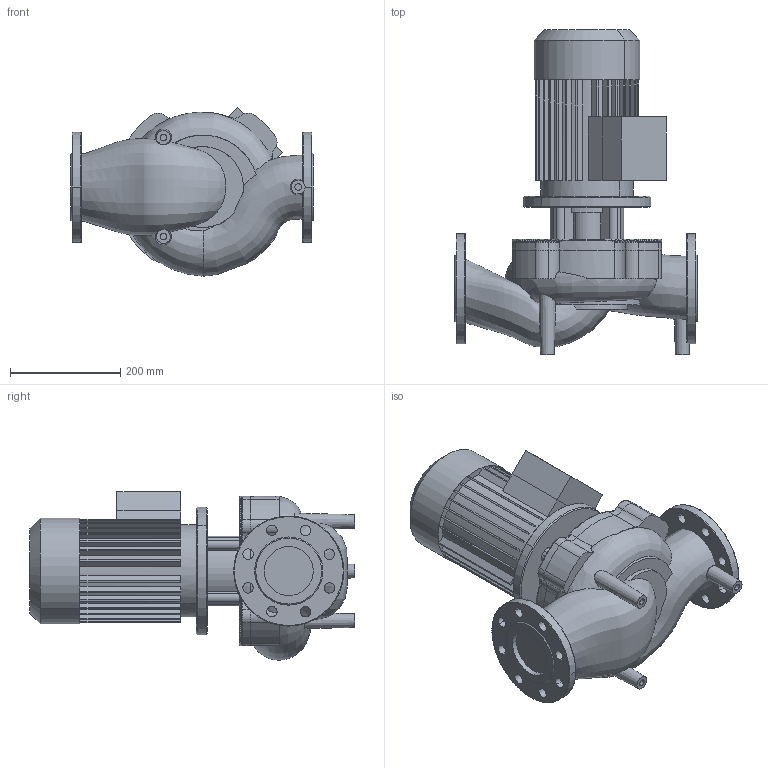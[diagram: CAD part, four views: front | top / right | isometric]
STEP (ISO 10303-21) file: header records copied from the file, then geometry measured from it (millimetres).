
FILE_DESCRIPTION((''),'2;1');
FILE_NAME('3d_IL80_150-1_1_4-2120772.stp','2016-05-24T11:58:56',(''),(''),'Mechanical Desktop 2009','Mechanical Desktop 2009',', , ');
FILE_SCHEMA(('CONFIG_CONTROL_DESIGN'));
Length unit declared in the file: millimetre
Products named in the file (1): Product
Bounding box: 440 x 591.69 x 305.99 mm (x, y, z)
Volume: 22076950.9 mm3; surface area: 1165714.2 mm2
Topology: 10 solids, 10 shells, 477 faces, 1287 edges, 833 vertices
Faces by surface type: cylinder 143, plane 141, bspline 134, torus 48, cone 11
Entity records: 26996 total; most frequent: CARTESIAN_POINT 15060, ORIENTED_EDGE 2544, DIRECTION 2427, EDGE_CURVE 1272, AXIS2_PLACEMENT_3D 942, VERTEX_POINT 829, CIRCLE 598, EDGE_LOOP 547
